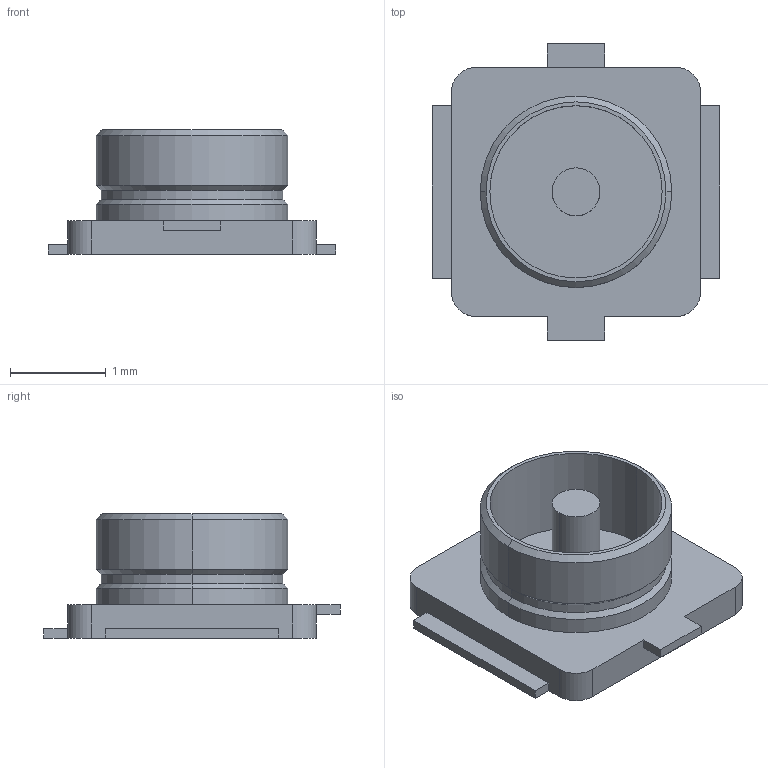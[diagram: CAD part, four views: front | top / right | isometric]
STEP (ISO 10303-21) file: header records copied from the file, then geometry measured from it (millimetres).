
FILE_DESCRIPTION((''),'2;1');
FILE_NAME('C-CONUFL001-SMD-T','2024-02-26T04:19:23',('workeradm'),('TE Connectivity Ltd.'),'CREO PARAMETRIC BY PTC INC, 2021072','CREO PARAMETRIC BY PTC INC, 2021072','');
FILE_SCHEMA(('AUTOMOTIVE_DESIGN { 1 0 10303 214 1 1 1 1 }'));
Length unit declared in the file: millimetre
Products named in the file (1): C-CONUFL001-SMD-T
Bounding box: 3 x 3.1 x 1.3 mm (x, y, z)
Volume: 3.1 mm3; surface area: 31.9 mm2
Topology: 1 solids, 1 shells, 45 faces, 110 edges, 70 vertices
Faces by surface type: plane 25, cylinder 14, cone 6
Entity records: 1490 total; most frequent: DIRECTION 230, CARTESIAN_POINT 227, ORIENTED_EDGE 220, COLOUR_RGB 126, EDGE_CURVE 110, VECTOR 80, LINE 80, AXIS2_PLACEMENT_3D 75
